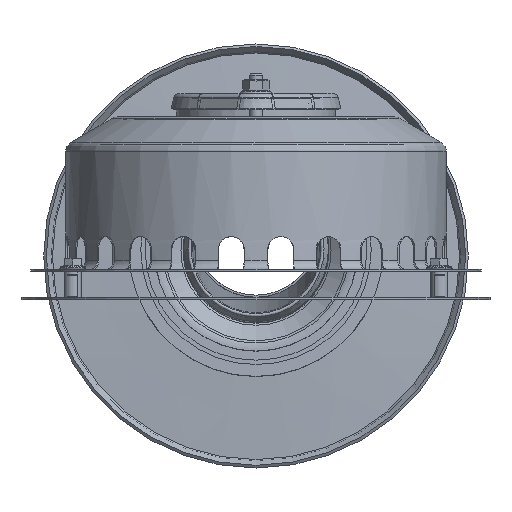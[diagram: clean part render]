
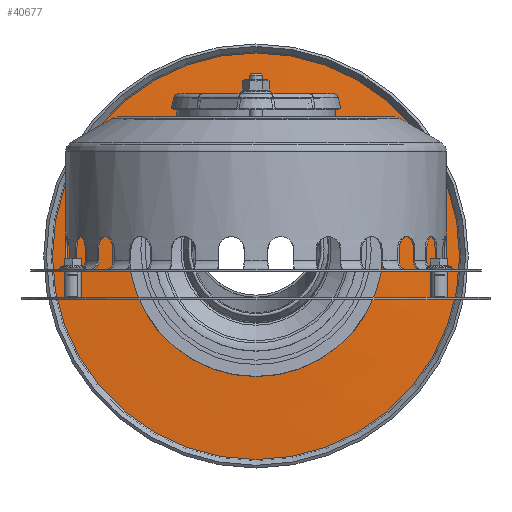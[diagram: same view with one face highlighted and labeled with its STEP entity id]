
A CAD part, left-side view. The second image highlights one B-rep face of the part: STEP entity #40677.
In plain terms, the highlighted conical face has half-angle 86.049 degrees and reference radius 920.437 mm.
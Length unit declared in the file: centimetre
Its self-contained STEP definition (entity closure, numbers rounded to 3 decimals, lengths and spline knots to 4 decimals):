
#672=CONICAL_SURFACE('',#43187,92.0437,1.502);
#2004=CIRCLE('',#43186,66.6378);
#2005=CIRCLE('',#43188,117.4496);
#4091=FACE_OUTER_BOUND('',#6781,.T.);
#6781=EDGE_LOOP('',(#37069,#37070,#37071,#37072));
#11518=LINE('',#69629,#16245);
#16245=VECTOR('',#52904,92.0437);
#20002=VERTEX_POINT('',#69623);
#20003=VERTEX_POINT('',#69627);
#25695=EDGE_CURVE('',#20002,#20002,#2004,.T.);
#25696=EDGE_CURVE('',#20003,#20003,#2005,.T.);
#25697=EDGE_CURVE('',#20003,#20002,#11518,.T.);
#37069=ORIENTED_EDGE('',*,*,#25696,.F.);
#37070=ORIENTED_EDGE('',*,*,#25697,.T.);
#37071=ORIENTED_EDGE('',*,*,#25695,.T.);
#37072=ORIENTED_EDGE('',*,*,#25697,.F.);
#40677=ADVANCED_FACE('',(#4091),#672,.T.);
#43186=AXIS2_PLACEMENT_3D('',#69625,#52898,#52899);
#43187=AXIS2_PLACEMENT_3D('',#69626,#52900,#52901);
#43188=AXIS2_PLACEMENT_3D('',#69628,#52902,#52903);
#52898=DIRECTION('center_axis',(0.999,0.,
-0.052));
#52899=DIRECTION('ref_axis',(0.,1.,0.));
#52900=DIRECTION('center_axis',(0.999,0.,
-0.052));
#52901=DIRECTION('ref_axis',(0.,1.,0.));
#52902=DIRECTION('center_axis',(0.999,0.,
-0.052));
#52903=DIRECTION('ref_axis',(0.,1.,0.));
#52904=DIRECTION('',(-0.069,0.998,0.004));
#69623=CARTESIAN_POINT('',(2867.645,1382.8575,4.0861));
#69625=CARTESIAN_POINT('Origin',(2867.645,1449.4953,4.0861));
#69626=CARTESIAN_POINT('Origin',(2869.3972,1449.4953,3.9943));
#69627=CARTESIAN_POINT('',(2871.1493,1332.0457,3.9025));
#69628=CARTESIAN_POINT('Origin',(2871.1493,1449.4953,3.9025));
#69629=CARTESIAN_POINT('',(2869.3972,1357.4516,3.9943));
